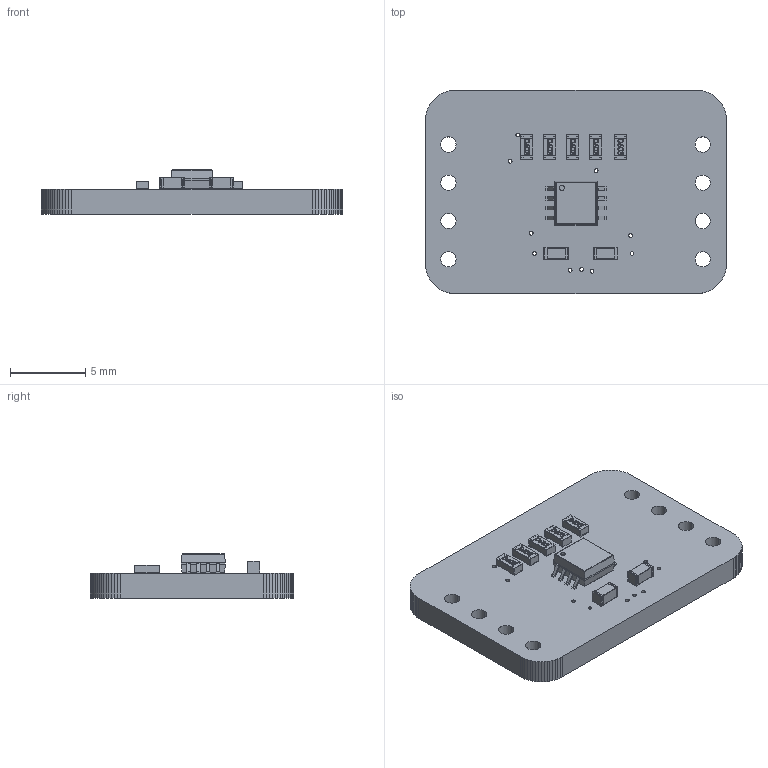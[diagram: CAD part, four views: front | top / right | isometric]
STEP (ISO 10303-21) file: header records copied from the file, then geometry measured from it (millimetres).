
FILE_DESCRIPTION(('PCB Model'),'2;1');
FILE_NAME('EVE PCA9306.STEP', '2021-04-03T11:31:01',('pritesh'),('Unspecified'), 'Open CASCADE STEP processor 6.8','Proteus','Unknown');
FILE_SCHEMA(('AUTOMOTIVE_DESIGN { 1 0 10303 214 1 1 1 1 }'));
Length unit declared in the file: millimetre
Products named in the file (39): Open CASCADE STEP translator 6.8 1; Layer_1; U1; Open CASCADE STEP translator 6.8 1.2.1; Body_1; =>[0:1:1:2]; =>[0:1:1:3]; SOLID; R1; Open CASCADE STEP translator 6.8 1.3.1; =>[0:1:1:4]; =>[0:1:1:5]; =>[0:1:1:6]; R2; Open CASCADE STEP translator 6.8 1.4.1; R5; Open CASCADE STEP translator 6.8 1.5.1; R4; Open CASCADE STEP translator 6.8 1.6.1; R3; Open CASCADE STEP translator 6.8 1.7.1; C1; Open CASCADE STEP translator 6.8 1.8.1; Part_3; Part_2; Part_1; C2; Open CASCADE STEP translator 6.8 1.9.1
Assembly tree (45 placements, depth 6):
  Open CASCADE STEP translator 6.8 1
    Layer_1
    U1
      Open CASCADE STEP translator 6.8 1.2.1
        Body_1
          =>[0:1:1:2]
          =>[0:1:1:3]
            SOLID
            SOLID
            SOLID
            SOLID
            SOLID
            SOLID
            SOLID
            SOLID
    R1
      Open CASCADE STEP translator 6.8 1.3.1
        Body_1
          =>[0:1:1:3]
          =>[0:1:1:4]
          =>[0:1:1:5]
          =>[0:1:1:6]
    R2
      Open CASCADE STEP translator 6.8 1.4.1
        Body_1
          =>[0:1:1:3]
          =>[0:1:1:4]
          =>[0:1:1:5]
          =>[0:1:1:6]
    R5
      Open CASCADE STEP translator 6.8 1.5.1
        Body_1
          =>[0:1:1:3]
          =>[0:1:1:4]
          =>[0:1:1:5]
          =>[0:1:1:6]
    R4
      Open CASCADE STEP translator 6.8 1.6.1
        Body_1
          =>[0:1:1:3]
          =>[0:1:1:4]
          =>[0:1:1:5]
          =>[0:1:1:6]
    R3
      Open CASCADE STEP translator 6.8 1.7.1
        Body_1
          =>[0:1:1:3]
          =>[0:1:1:4]
          =>[0:1:1:5]
          =>[0:1:1:6]
    C1
      Open CASCADE STEP translator 6.8 1.8.1
        Body_1
          Part_3
          Part_2
          Part_1
    C2
      Open CASCADE STEP translator 6.8 1.9.1
        Body_1
          Part_3
Bounding box: 20 x 13.5 x 2.94 mm (x, y, z)
Volume: 441.5 mm3; surface area: 782.8 mm2
Topology: 36 solids, 36 shells, 797 faces, 2019 edges, 1314 vertices
Faces by surface type: plane 466, bspline 205, cylinder 110, sphere 16
Entity records: 16085 total; most frequent: CARTESIAN_POINT 4930, ORIENTED_EDGE 1918, DIRECTION 1790, EDGE_CURVE 959, LINE 686, VECTOR 686, VERTEX_POINT 626, AXIS2_PLACEMENT_3D 552
